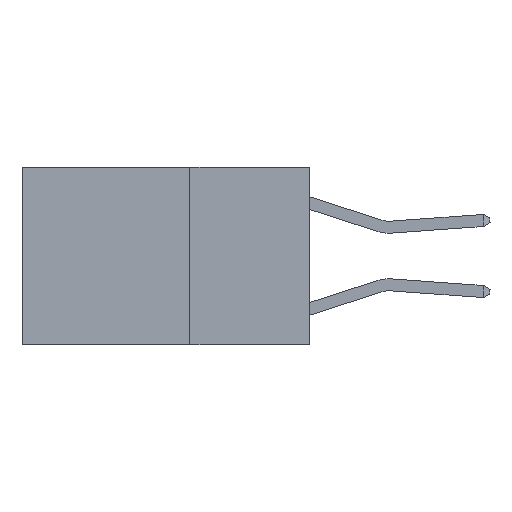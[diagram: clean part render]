
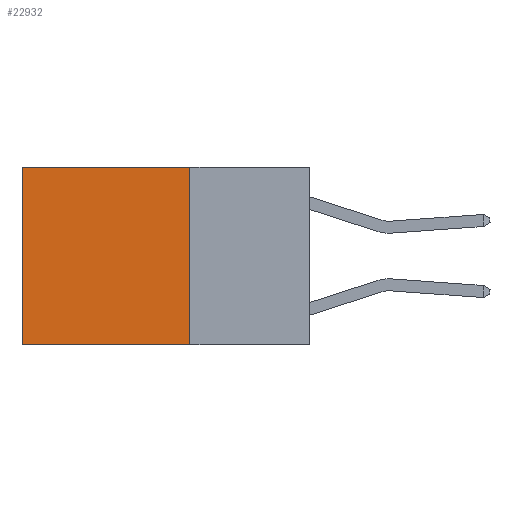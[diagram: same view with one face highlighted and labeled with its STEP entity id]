
A CAD part, left-side view. The second image highlights one B-rep face of the part: STEP entity #22932.
In plain terms, the highlighted planar face has unit normal (-1, 0, 0).
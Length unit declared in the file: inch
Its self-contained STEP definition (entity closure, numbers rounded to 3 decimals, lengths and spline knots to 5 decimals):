
#312 = CARTESIAN_POINT ( 'NONE',  ( 0.2625, 0.25, 0. ) ) ;
#1752 = DIRECTION ( 'NONE',  ( 1., 0., 0. ) ) ;
#2778 = VERTEX_POINT ( 'NONE', #7691 ) ;
#3000 = EDGE_CURVE ( 'NONE', #18687, #9751, #10670, .T. ) ;
#3867 = DIRECTION ( 'NONE',  ( 0., 0., -1. ) ) ;
#4610 = EDGE_CURVE ( 'NONE', #8548, #18687, #5103, .T. ) ;
#4698 = VECTOR ( 'NONE', #21101, 39.37008 ) ;
#5004 = CARTESIAN_POINT ( 'NONE',  ( 0.2625, 0.25, 0. ) ) ;
#5103 = LINE ( 'NONE', #312, #4698 ) ;
#6106 = ORIENTED_EDGE ( 'NONE', *, *, #22658, .F. ) ;
#7640 = VECTOR ( 'NONE', #28868, 39.37008 ) ;
#7691 = CARTESIAN_POINT ( 'NONE',  ( 0.2625, 0.25, -0.37 ) ) ;
#8528 = CARTESIAN_POINT ( 'NONE',  ( 0.2625, 0.25, -0.37 ) ) ;
#8548 = VERTEX_POINT ( 'NONE', #5004 ) ;
#9057 = CARTESIAN_POINT ( 'NONE',  ( 0.2625, 0.6, -0.37 ) ) ;
#9751 = VERTEX_POINT ( 'NONE', #9057 ) ;
#10670 = LINE ( 'NONE', #11251, #7640 ) ;
#11251 = CARTESIAN_POINT ( 'NONE',  ( 0.2625, 0.6, 0. ) ) ;
#13582 = ORIENTED_EDGE ( 'NONE', *, *, #4610, .T. ) ;
#13619 = DIRECTION ( 'NONE',  ( 0., 0., -1. ) ) ;
#13757 = AXIS2_PLACEMENT_3D ( 'NONE', #22245, #1752, #3867 ) ;
#14178 = CARTESIAN_POINT ( 'NONE',  ( 0.2625, 0.6, 0. ) ) ;
#17478 = FACE_OUTER_BOUND ( 'NONE', #20604, .T. ) ;
#17628 = DIRECTION ( 'NONE',  ( 0., 1., 0. ) ) ;
#18458 = EDGE_CURVE ( 'NONE', #2778, #9751, #22258, .T. ) ;
#18687 = VERTEX_POINT ( 'NONE', #14178 ) ;
#20173 = LINE ( 'NONE', #23025, #26146 ) ;
#20604 = EDGE_LOOP ( 'NONE', ( #24694, #24238, #6106, #13582 ) ) ;
#21101 = DIRECTION ( 'NONE',  ( 0., 1., 0. ) ) ;
#22245 = CARTESIAN_POINT ( 'NONE',  ( 0.2625, 0.25, 0. ) ) ;
#22258 = LINE ( 'NONE', #8528, #24236 ) ;
#22658 = EDGE_CURVE ( 'NONE', #8548, #2778, #20173, .T. ) ;
#22932 = ADVANCED_FACE ( 'NONE', ( #17478 ), #24340, .F. ) ;
#23025 = CARTESIAN_POINT ( 'NONE',  ( 0.2625, 0.25, 0. ) ) ;
#24236 = VECTOR ( 'NONE', #17628, 39.37008 ) ;
#24238 = ORIENTED_EDGE ( 'NONE', *, *, #18458, .F. ) ;
#24340 = PLANE ( 'NONE',  #13757 ) ;
#24694 = ORIENTED_EDGE ( 'NONE', *, *, #3000, .T. ) ;
#26146 = VECTOR ( 'NONE', #13619, 39.37008 ) ;
#28868 = DIRECTION ( 'NONE',  ( 0., 0., -1. ) ) ;
